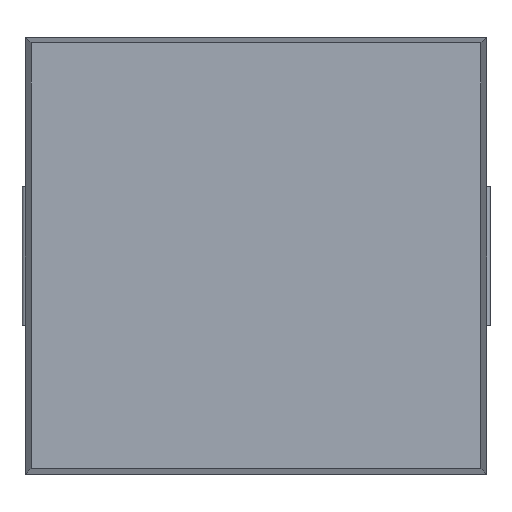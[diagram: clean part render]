
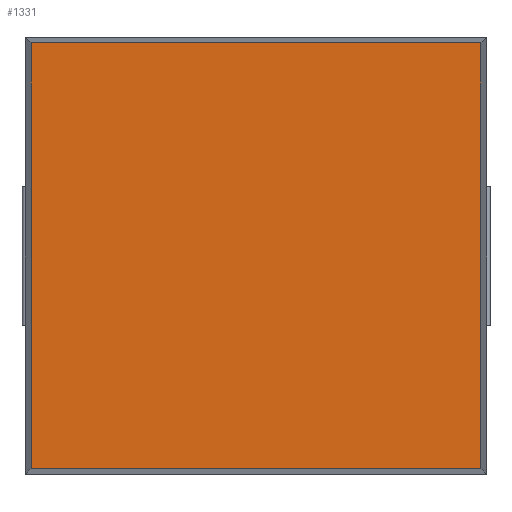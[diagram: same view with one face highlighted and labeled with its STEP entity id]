
A CAD part, top view. The second image highlights one B-rep face of the part: STEP entity #1331.
In plain terms, the highlighted planar face has unit normal (0, 0, 1).
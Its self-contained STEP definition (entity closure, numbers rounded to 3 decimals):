
#53 = CARTESIAN_POINT ( 'NONE',  ( -6.49, -6.14, 6.5 ) ) ;
#98 = ORIENTED_EDGE ( 'NONE', *, *, #896, .T. ) ;
#101 = CARTESIAN_POINT ( 'NONE',  ( 6.49, -6.14, 6.5 ) ) ;
#143 = VERTEX_POINT ( 'NONE', #53 ) ;
#279 = CARTESIAN_POINT ( 'NONE',  ( -6.49, 6.14, 6.5 ) ) ;
#330 = DIRECTION ( 'NONE',  ( 0., 0., 1. ) ) ;
#334 = EDGE_CURVE ( 'NONE', #591, #432, #1259, .T. ) ;
#348 = LINE ( 'NONE', #1099, #472 ) ;
#415 = CARTESIAN_POINT ( 'NONE',  ( -6.65, -6.3, 6.5 ) ) ;
#432 = VERTEX_POINT ( 'NONE', #728 ) ;
#439 = VERTEX_POINT ( 'NONE', #101 ) ;
#472 = VECTOR ( 'NONE', #574, 1000. ) ;
#526 = ORIENTED_EDGE ( 'NONE', *, *, #1044, .F. ) ;
#574 = DIRECTION ( 'NONE',  ( 0., 1., 0. ) ) ;
#591 = VERTEX_POINT ( 'NONE', #279 ) ;
#655 = VECTOR ( 'NONE', #1266, 1000. ) ;
#659 = EDGE_CURVE ( 'NONE', #439, #432, #919, .T. ) ;
#660 = FACE_OUTER_BOUND ( 'NONE', #1102, .T. ) ;
#665 = ORIENTED_EDGE ( 'NONE', *, *, #659, .T. ) ;
#728 = CARTESIAN_POINT ( 'NONE',  ( 6.49, 6.14, 6.5 ) ) ;
#743 = AXIS2_PLACEMENT_3D ( 'NONE', #415, #330, #1378 ) ;
#855 = DIRECTION ( 'NONE',  ( 1., 0., 0. ) ) ;
#896 = EDGE_CURVE ( 'NONE', #143, #439, #1230, .T. ) ;
#899 = VECTOR ( 'NONE', #855, 1000. ) ;
#919 = LINE ( 'NONE', #1152, #1361 ) ;
#975 = ORIENTED_EDGE ( 'NONE', *, *, #334, .F. ) ;
#1044 = EDGE_CURVE ( 'NONE', #143, #591, #348, .T. ) ;
#1054 = CARTESIAN_POINT ( 'NONE',  ( -6.65, 6.14, 6.5 ) ) ;
#1099 = CARTESIAN_POINT ( 'NONE',  ( -6.49, -6.3, 6.5 ) ) ;
#1102 = EDGE_LOOP ( 'NONE', ( #526, #98, #665, #975 ) ) ;
#1152 = CARTESIAN_POINT ( 'NONE',  ( 6.49, -6.3, 6.5 ) ) ;
#1230 = LINE ( 'NONE', #1348, #655 ) ;
#1251 = DIRECTION ( 'NONE',  ( 0., 1., 0. ) ) ;
#1259 = LINE ( 'NONE', #1054, #899 ) ;
#1266 = DIRECTION ( 'NONE',  ( 1., 0., 0. ) ) ;
#1288 = PLANE ( 'NONE',  #743 ) ;
#1331 = ADVANCED_FACE ( 'NONE', ( #660 ), #1288, .T. ) ;
#1348 = CARTESIAN_POINT ( 'NONE',  ( -6.65, -6.14, 6.5 ) ) ;
#1361 = VECTOR ( 'NONE', #1251, 1000. ) ;
#1378 = DIRECTION ( 'NONE',  ( 1., 0., 0. ) ) ;
